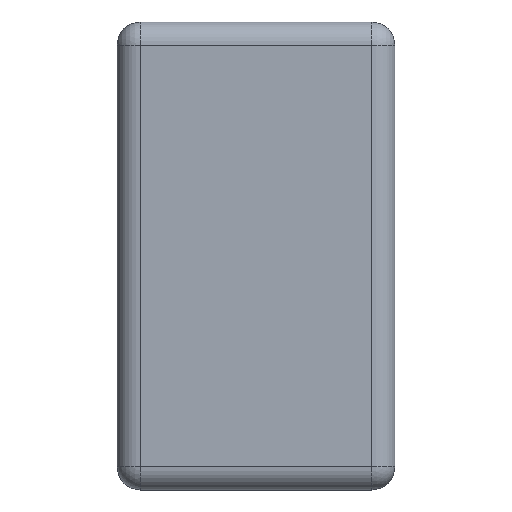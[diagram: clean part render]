
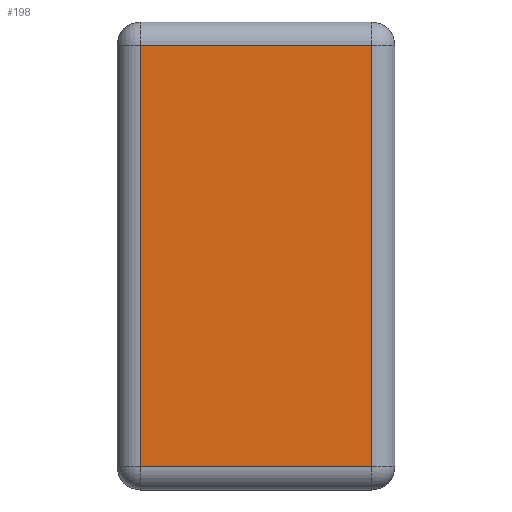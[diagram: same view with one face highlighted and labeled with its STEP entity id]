
A CAD part, left-side view. The second image highlights one B-rep face of the part: STEP entity #198.
In plain terms, the highlighted planar face has unit normal (-1, 0, 0).
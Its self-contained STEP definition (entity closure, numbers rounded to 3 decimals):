
#79 = CARTESIAN_POINT ( 'NONE',  ( -1.6, 0.87, -0.72 ) ) ;
#145 = AXIS2_PLACEMENT_3D ( 'NONE', #1060, #789, #281 ) ;
#171 = ORIENTED_EDGE ( 'NONE', *, *, #176, .T. ) ;
#176 = EDGE_CURVE ( 'NONE', #848, #579, #662, .T. ) ;
#198 = ADVANCED_FACE ( 'NONE', ( #672 ), #475, .F. ) ;
#215 = LINE ( 'NONE', #730, #376 ) ;
#232 = CARTESIAN_POINT ( 'NONE',  ( -1.6, 0.87, 0.72 ) ) ;
#252 = EDGE_LOOP ( 'NONE', ( #1018, #1185, #465, #171 ) ) ;
#271 = DIRECTION ( 'NONE',  ( 0., 0., -1. ) ) ;
#280 = LINE ( 'NONE', #1252, #538 ) ;
#281 = DIRECTION ( 'NONE',  ( 0., 0., -1. ) ) ;
#376 = VECTOR ( 'NONE', #632, 1000. ) ;
#377 = EDGE_CURVE ( 'NONE', #762, #848, #1056, .T. ) ;
#445 = VERTEX_POINT ( 'NONE', #79 ) ;
#465 = ORIENTED_EDGE ( 'NONE', *, *, #377, .T. ) ;
#475 = PLANE ( 'NONE',  #145 ) ;
#538 = VECTOR ( 'NONE', #271, 1000. ) ;
#563 = CARTESIAN_POINT ( 'NONE',  ( -1.6, 0.95, 0.72 ) ) ;
#579 = VERTEX_POINT ( 'NONE', #232 ) ;
#584 = DIRECTION ( 'NONE',  ( 0., 1., 0. ) ) ;
#632 = DIRECTION ( 'NONE',  ( 0., -1., 0. ) ) ;
#662 = LINE ( 'NONE', #563, #678 ) ;
#672 = FACE_OUTER_BOUND ( 'NONE', #252, .T. ) ;
#678 = VECTOR ( 'NONE', #584, 1000. ) ;
#730 = CARTESIAN_POINT ( 'NONE',  ( -1.6, 0.95, -0.72 ) ) ;
#750 = CARTESIAN_POINT ( 'NONE',  ( -1.6, 0.08, -0.72 ) ) ;
#753 = CARTESIAN_POINT ( 'NONE',  ( -1.6, 0.08, -0.8 ) ) ;
#762 = VERTEX_POINT ( 'NONE', #750 ) ;
#789 = DIRECTION ( 'NONE',  ( 1., 0., 0. ) ) ;
#848 = VERTEX_POINT ( 'NONE', #1206 ) ;
#977 = VECTOR ( 'NONE', #1244, 1000. ) ;
#1018 = ORIENTED_EDGE ( 'NONE', *, *, #1207, .T. ) ;
#1056 = LINE ( 'NONE', #753, #977 ) ;
#1060 = CARTESIAN_POINT ( 'NONE',  ( -1.6, 0.95, -0.8 ) ) ;
#1074 = EDGE_CURVE ( 'NONE', #445, #762, #215, .T. ) ;
#1185 = ORIENTED_EDGE ( 'NONE', *, *, #1074, .T. ) ;
#1206 = CARTESIAN_POINT ( 'NONE',  ( -1.6, 0.08, 0.72 ) ) ;
#1207 = EDGE_CURVE ( 'NONE', #579, #445, #280, .T. ) ;
#1244 = DIRECTION ( 'NONE',  ( 0., 0., 1. ) ) ;
#1252 = CARTESIAN_POINT ( 'NONE',  ( -1.6, 0.87, -0.8 ) ) ;
